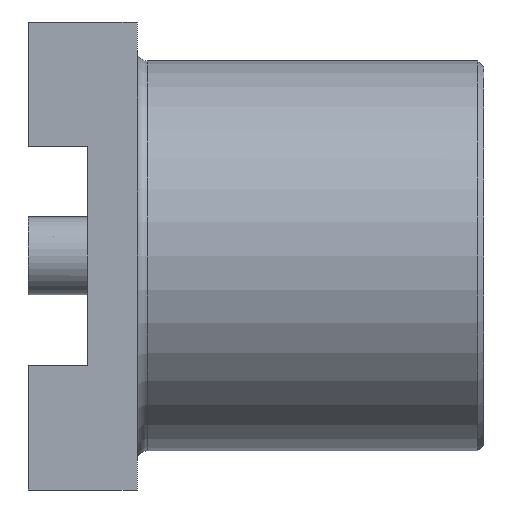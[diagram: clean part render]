
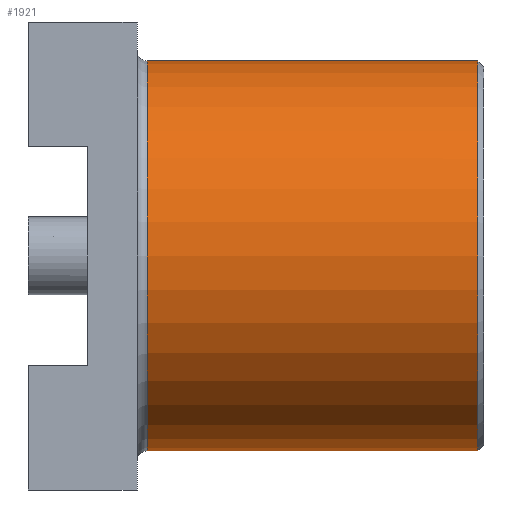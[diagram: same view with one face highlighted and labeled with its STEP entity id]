
A CAD part, front view. The second image highlights one B-rep face of the part: STEP entity #1921.
In plain terms, the highlighted cylindrical face has radius 2.5 mm (diameter 5 mm), a partial arc.
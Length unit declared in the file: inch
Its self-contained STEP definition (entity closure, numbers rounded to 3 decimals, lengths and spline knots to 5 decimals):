
#104 = DIRECTION ( 'NONE',  ( 1., 0., 0. ) ) ;
#133 = AXIS2_PLACEMENT_3D ( 'NONE', #366, #193, #686 ) ;
#170 = CARTESIAN_POINT ( 'NONE',  ( 0.27572, 0., -0.09843 ) ) ;
#186 = DIRECTION ( 'NONE',  ( 1., 0., 0. ) ) ;
#193 = DIRECTION ( 'NONE',  ( 1., 0., 0. ) ) ;
#366 = CARTESIAN_POINT ( 'NONE',  ( 0.166, 0., 0. ) ) ;
#396 = ORIENTED_EDGE ( 'NONE', *, *, #1456, .T. ) ;
#431 = ORIENTED_EDGE ( 'NONE', *, *, #1207, .F. ) ;
#444 = CARTESIAN_POINT ( 'NONE',  ( 0.166, 0., 0.09843 ) ) ;
#468 = CIRCLE ( 'NONE', #133, 0.09843 ) ;
#505 = EDGE_CURVE ( 'NONE', #666, #1917, #1596, .T. ) ;
#506 = CARTESIAN_POINT ( 'NONE',  ( 0.333, 0., 0.09843 ) ) ;
#511 = DIRECTION ( 'NONE',  ( 1., 0., 0. ) ) ;
#529 = CARTESIAN_POINT ( 'NONE',  ( 0.333, 0., -0.09843 ) ) ;
#566 = DIRECTION ( 'NONE',  ( 0., 0., -1. ) ) ;
#586 = EDGE_CURVE ( 'NONE', #1663, #666, #468, .T. ) ;
#624 = DIRECTION ( 'NONE',  ( 0., 0., -1. ) ) ;
#666 = VERTEX_POINT ( 'NONE', #941 ) ;
#686 = DIRECTION ( 'NONE',  ( 0., 0., -1. ) ) ;
#709 = FACE_OUTER_BOUND ( 'NONE', #2119, .T. ) ;
#941 = CARTESIAN_POINT ( 'NONE',  ( 0.166, 0., -0.09843 ) ) ;
#975 = LINE ( 'NONE', #1696, #2104 ) ;
#1027 = ORIENTED_EDGE ( 'NONE', *, *, #586, .T. ) ;
#1030 = AXIS2_PLACEMENT_3D ( 'NONE', #1225, #186, #566 ) ;
#1065 = VECTOR ( 'NONE', #511, 39.37008 ) ;
#1171 = CIRCLE ( 'NONE', #1244, 0.09843 ) ;
#1207 = EDGE_CURVE ( 'NONE', #1663, #1382, #975, .T. ) ;
#1225 = CARTESIAN_POINT ( 'NONE',  ( 0.27572, 0., 0. ) ) ;
#1244 = AXIS2_PLACEMENT_3D ( 'NONE', #2084, #2218, #624 ) ;
#1382 = VERTEX_POINT ( 'NONE', #506 ) ;
#1403 = CYLINDRICAL_SURFACE ( 'NONE', #1030, 0.09843 ) ;
#1456 = EDGE_CURVE ( 'NONE', #1917, #1382, #1171, .T. ) ;
#1596 = LINE ( 'NONE', #170, #1065 ) ;
#1663 = VERTEX_POINT ( 'NONE', #444 ) ;
#1677 = ORIENTED_EDGE ( 'NONE', *, *, #505, .T. ) ;
#1696 = CARTESIAN_POINT ( 'NONE',  ( 0.27572, 0., 0.09843 ) ) ;
#1917 = VERTEX_POINT ( 'NONE', #529 ) ;
#1921 = ADVANCED_FACE ( 'NONE', ( #709 ), #1403, .T. ) ;
#2084 = CARTESIAN_POINT ( 'NONE',  ( 0.333, 0., 0. ) ) ;
#2104 = VECTOR ( 'NONE', #104, 39.37008 ) ;
#2119 = EDGE_LOOP ( 'NONE', ( #431, #1027, #1677, #396 ) ) ;
#2218 = DIRECTION ( 'NONE',  ( -1., 0., 0. ) ) ;
